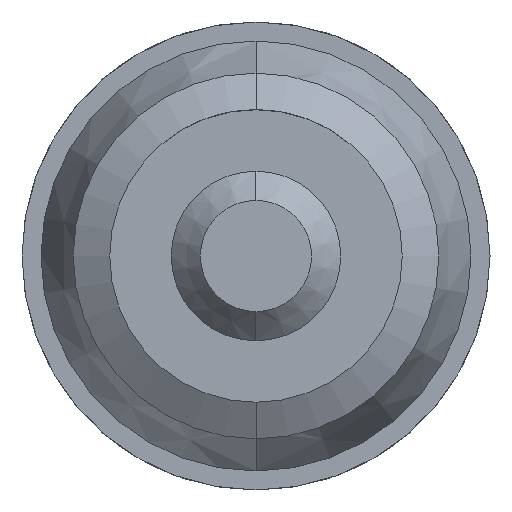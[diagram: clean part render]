
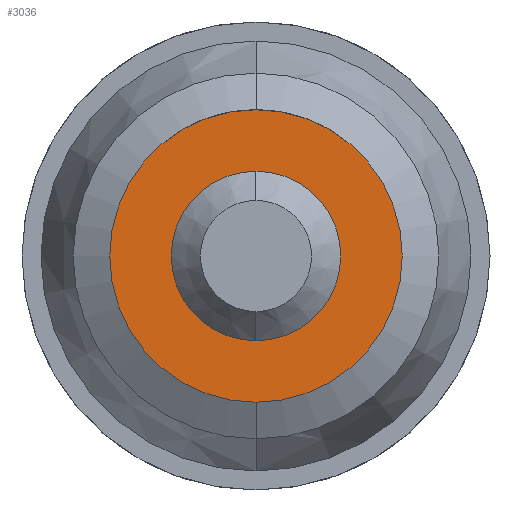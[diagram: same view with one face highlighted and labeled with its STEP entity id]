
A CAD part, front view. The second image highlights one B-rep face of the part: STEP entity #3036.
In plain terms, the highlighted planar face has unit normal (0, -1, 0).
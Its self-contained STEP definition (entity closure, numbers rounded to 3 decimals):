
#10 = AXIS2_PLACEMENT_3D ( 'NONE', #3286, #1854, #431 ) ;
#32 = DIRECTION ( 'NONE',  ( 0., 1., 0. ) ) ;
#40 = EDGE_CURVE ( 'Defeature ausgef�hrt2_12+Defeature ausgef�hrt2_11+Defeature ausgef�hrt2_11+Defeature ausgef�hrt2_11', #6105, #4231, #5163, .T. ) ;
#431 = DIRECTION ( 'NONE',  ( 0., 0., 1. ) ) ;
#510 = DIRECTION ( 'NONE',  ( 0., 0., 1. ) ) ;
#791 = CARTESIAN_POINT ( 'NONE',  ( 0., -12.969, 0. ) ) ;
#1026 = AXIS2_PLACEMENT_3D ( 'NONE', #1245, #3576, #3140 ) ;
#1106 = EDGE_CURVE ( 'Defeature ausgef�hrt2_11+Defeature ausgef�hrt2_61+Defeature ausgef�hrt2_61+Defeature ausgef�hrt2_61', #4280, #3991, #1591, .T. ) ;
#1245 = CARTESIAN_POINT ( 'NONE',  ( 1., -12.969, 0. ) ) ;
#1246 = CARTESIAN_POINT ( 'NONE',  ( 0., -12.969, 1. ) ) ;
#1267 = DIRECTION ( 'NONE',  ( 0., 1., 0. ) ) ;
#1502 = CIRCLE ( 'NONE', #5934, 0.58 ) ;
#1591 = CIRCLE ( 'NONE', #3872, 0.58 ) ;
#1794 = CARTESIAN_POINT ( 'NONE',  ( 0., -12.969, 0.58 ) ) ;
#1854 = DIRECTION ( 'NONE',  ( 0., 1., 0. ) ) ;
#1886 = AXIS2_PLACEMENT_3D ( 'NONE', #791, #1267, #5572 ) ;
#1905 = EDGE_CURVE ( 'Defeature ausgef�hrt2_12+Defeature ausgef�hrt2_11+Defeature ausgef�hrt2_11+Defeature ausgef�hrt2_11', #4231, #6105, #4010, .T. ) ;
#2077 = FACE_BOUND ( 'NONE', #5880, .T. ) ;
#2637 = DIRECTION ( 'NONE',  ( 0., 0., 1. ) ) ;
#3036 = ADVANCED_FACE ( 'Defeature ausgef�hrt2_11', ( #3359, #2077 ), #6006, .F. ) ;
#3140 = DIRECTION ( 'NONE',  ( 0., 0., 1. ) ) ;
#3286 = CARTESIAN_POINT ( 'NONE',  ( 0., -12.969, 0. ) ) ;
#3359 = FACE_OUTER_BOUND ( 'NONE', #3734, .T. ) ;
#3363 = CARTESIAN_POINT ( 'NONE',  ( 0., -12.969, 0. ) ) ;
#3576 = DIRECTION ( 'NONE',  ( 0., 1., 0. ) ) ;
#3645 = ORIENTED_EDGE ( 'NONE', *, *, #1106, .T. ) ;
#3734 = EDGE_LOOP ( 'NONE', ( #4486, #5512 ) ) ;
#3872 = AXIS2_PLACEMENT_3D ( 'NONE', #4105, #4152, #2637 ) ;
#3991 = VERTEX_POINT ( 'NONE', #1794 ) ;
#4010 = CIRCLE ( 'NONE', #10, 1. ) ;
#4105 = CARTESIAN_POINT ( 'NONE',  ( 0., -12.969, 0. ) ) ;
#4152 = DIRECTION ( 'NONE',  ( 0., 1., 0. ) ) ;
#4231 = VERTEX_POINT ( 'NONE', #4333 ) ;
#4280 = VERTEX_POINT ( 'NONE', #4366 ) ;
#4333 = CARTESIAN_POINT ( 'NONE',  ( 0., -12.969, -1. ) ) ;
#4366 = CARTESIAN_POINT ( 'NONE',  ( 0., -12.969, -0.58 ) ) ;
#4486 = ORIENTED_EDGE ( 'NONE', *, *, #40, .F. ) ;
#5163 = CIRCLE ( 'NONE', #1886, 1. ) ;
#5203 = EDGE_CURVE ( 'Defeature ausgef�hrt2_11+Defeature ausgef�hrt2_61+Defeature ausgef�hrt2_61+Defeature ausgef�hrt2_61', #3991, #4280, #1502, .T. ) ;
#5512 = ORIENTED_EDGE ( 'NONE', *, *, #1905, .F. ) ;
#5520 = ORIENTED_EDGE ( 'NONE', *, *, #5203, .T. ) ;
#5572 = DIRECTION ( 'NONE',  ( 0., 0., 1. ) ) ;
#5880 = EDGE_LOOP ( 'NONE', ( #5520, #3645 ) ) ;
#5934 = AXIS2_PLACEMENT_3D ( 'NONE', #3363, #32, #510 ) ;
#6006 = PLANE ( 'NONE',  #1026 ) ;
#6105 = VERTEX_POINT ( 'NONE', #1246 ) ;
